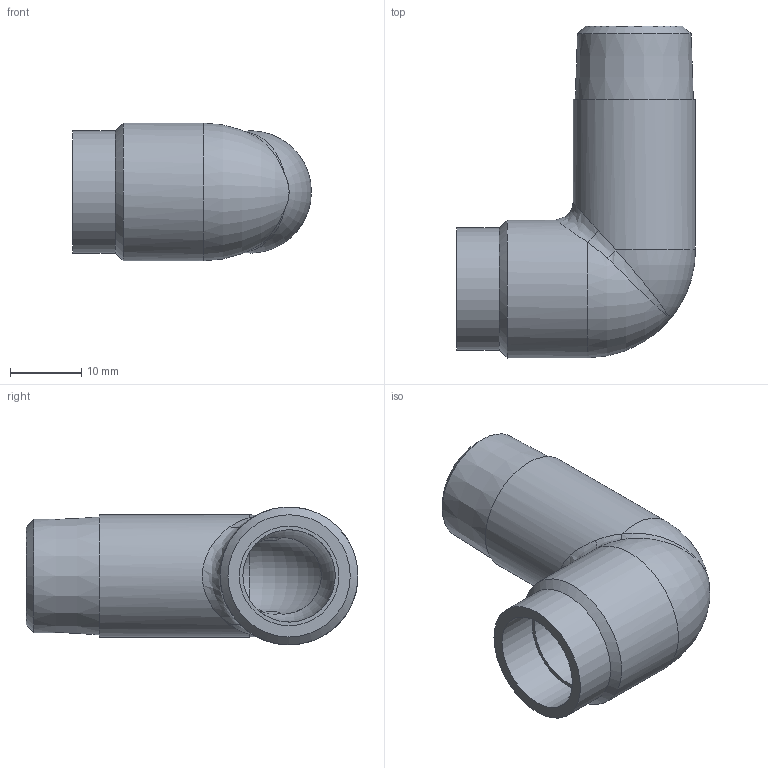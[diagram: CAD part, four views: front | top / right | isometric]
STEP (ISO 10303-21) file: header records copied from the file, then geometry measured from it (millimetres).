
FILE_DESCRIPTION(/* description */ ('Unknown'),/* implementation_level */ '2;1');
FILE_NAME(/* name */ 'R-304-S DN10',/* time_stamp */ '2024-03-27T17:21:01+08:00',/* author */ ('Unknown'),/* organization */ ('Unknown'),/* preprocessor_version */ 'ST-DEVELOPER v16.7',/* originating_system */ 'DEX',/* authorisation */ $);
FILE_SCHEMA (('AUTOMOTIVE_DESIGN {1 0 10303 214 3 1 1}'));
Length unit declared in the file: millimetre
Products named in the file (2): R-304-S DN10
Assembly tree (1 placements, depth 2):
  R-304-S DN10
    R-304-S DN10
Bounding box: 33.6 x 46.69 x 19.38 mm (x, y, z)
Volume: 8008 mm3; surface area: 5676.6 mm2
Topology: 1 solids, 1 shells, 33 faces, 80 edges, 51 vertices
Faces by surface type: bspline 10, cylinder 8, plane 6, torus 6, cone 3
Full cylindrical faces by diameter (mm): 10.8 x1, 13 x1, 14 x1, 17.2 x2, 19.4 x1
Entity records: 1645 total; most frequent: CARTESIAN_POINT 961, ORIENTED_EDGE 134, DIRECTION 108, EDGE_CURVE 67, AXIS2_PLACEMENT_3D 54, VERTEX_POINT 47, EDGE_LOOP 46, FACE_BOUND 46
